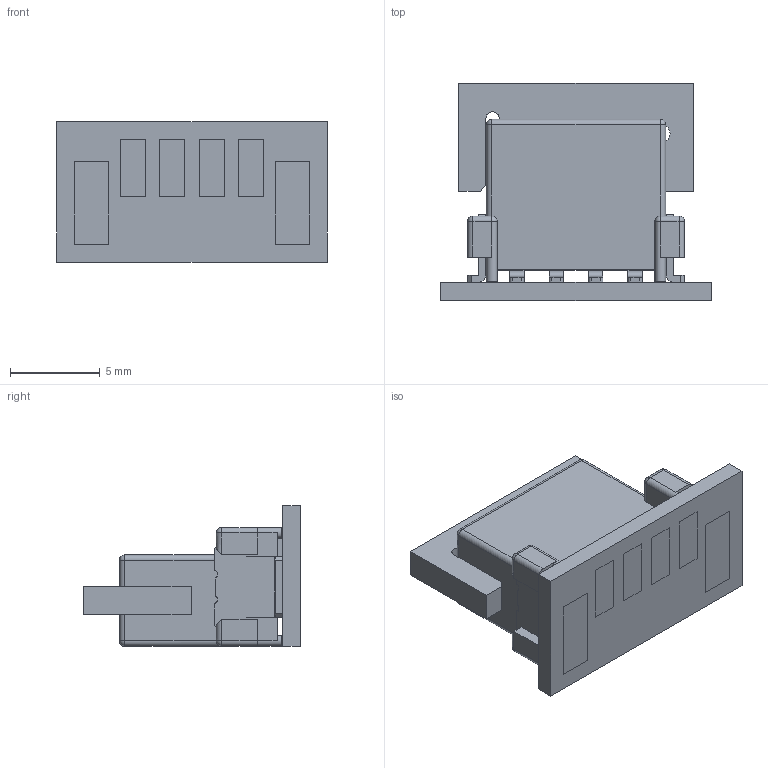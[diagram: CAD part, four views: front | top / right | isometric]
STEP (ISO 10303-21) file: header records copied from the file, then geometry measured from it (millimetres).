
FILE_DESCRIPTION (( 'STEP AP214' ), '1' );
FILE_NAME ('C_PCB_Slot_SMT_4F_V_ASSY.STEP', '2019-03-20T05:06:58', ( 'Personal' ), ( 'Microsoft' ), 'SwSTEP 2.0', 'SolidWorks 2017', '' );
FILE_SCHEMA (( 'AUTOMOTIVE_DESIGN' ));
Length unit declared in the file: millimetre
Products named in the file (4): C_PCB_Slot_SMT_4F_V_ASSY; PCB_Slot_SMT_4F_PCB_Rev A; PCB_Slot_SMT_4F_V_PCB_Rev A
Assembly tree (3 placements, depth 2):
  C_PCB_Slot_SMT_4F_V_ASSY
    C_PCB_Slot_SMT_4F_V_ASSY
    PCB_Slot_SMT_4F_PCB_Rev A
    PCB_Slot_SMT_4F_V_PCB_Rev A
Bounding box: 15.09 x 12.1 x 7.85 mm (x, y, z)
Volume: 638.4 mm3; surface area: 1278 mm2
Topology: 17 solids, 17 shells, 470 faces, 1212 edges, 786 vertices
Faces by surface type: plane 369, cylinder 79, bspline 12, sphere 10
Full cylindrical faces by diameter (mm): 0.6 x4, 1 x1
Entity records: 14855 total; most frequent: CARTESIAN_POINT 3131, ORIENTED_EDGE 2390, DIRECTION 2247, EDGE_CURVE 1195, VECTOR 1007, LINE 1007, VERTEX_POINT 784, AXIS2_PLACEMENT_3D 620
